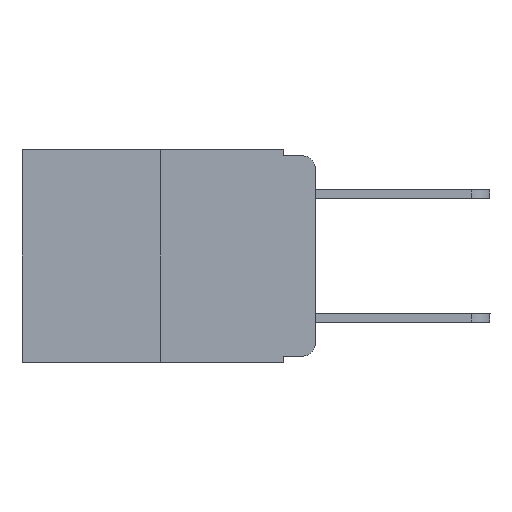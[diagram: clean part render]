
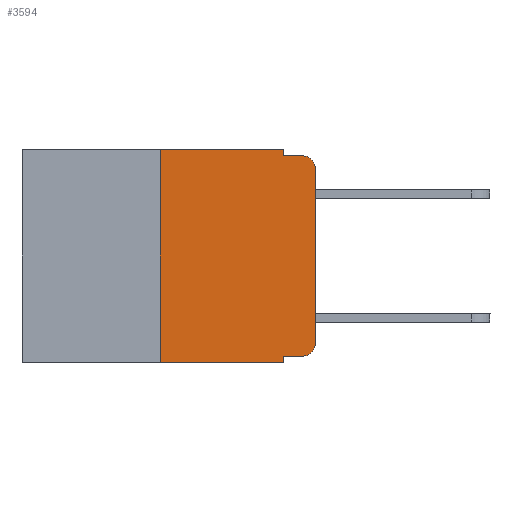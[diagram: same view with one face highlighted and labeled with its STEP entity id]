
A CAD part, left-side view. The second image highlights one B-rep face of the part: STEP entity #3594.
In plain terms, the highlighted planar face has unit normal (-1, 0, 0).
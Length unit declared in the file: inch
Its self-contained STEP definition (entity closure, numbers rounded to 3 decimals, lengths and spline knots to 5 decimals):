
#37 = DIRECTION ( 'NONE',  ( 0., -1., 0. ) ) ;
#55 = CARTESIAN_POINT ( 'NONE',  ( 0., 0.02, -0.333 ) ) ;
#225 = CARTESIAN_POINT ( 'NONE',  ( 0., 0.051, 0. ) ) ;
#260 = CARTESIAN_POINT ( 'NONE',  ( 0., 0.473, 0. ) ) ;
#760 = EDGE_CURVE ( 'NONE', #4611, #2191, #9425, .T. ) ;
#801 = VECTOR ( 'NONE', #8599, 39.37008 ) ;
#1083 = AXIS2_PLACEMENT_3D ( 'NONE', #11556, #4123, #1370 ) ;
#1370 = DIRECTION ( 'NONE',  ( 0., 0., -1. ) ) ;
#1622 = EDGE_CURVE ( 'NONE', #10616, #6955, #11880, .T. ) ;
#1689 = CARTESIAN_POINT ( 'NONE',  ( 0., 0., -0.03 ) ) ;
#1699 = VECTOR ( 'NONE', #2320, 39.37008 ) ;
#1735 = CARTESIAN_POINT ( 'NONE',  ( 0., 0.02, -0.03 ) ) ;
#2035 = DIRECTION ( 'NONE',  ( 0., -1., 0. ) ) ;
#2191 = VERTEX_POINT ( 'NONE', #55 ) ;
#2320 = DIRECTION ( 'NONE',  ( 0., 0., 1. ) ) ;
#2404 = VECTOR ( 'NONE', #9897, 39.37008 ) ;
#2703 = CARTESIAN_POINT ( 'NONE',  ( 0., 0.051, -0.333 ) ) ;
#2716 = DIRECTION ( 'NONE',  ( 0., 0., -1. ) ) ;
#2768 = ORIENTED_EDGE ( 'NONE', *, *, #10595, .F. ) ;
#2958 = VECTOR ( 'NONE', #10027, 39.37008 ) ;
#3091 = LINE ( 'NONE', #11212, #8609 ) ;
#3152 = CARTESIAN_POINT ( 'NONE',  ( 0., 0.051, -0.343 ) ) ;
#3212 = LINE ( 'NONE', #10685, #10360 ) ;
#3220 = CARTESIAN_POINT ( 'NONE',  ( 0., 0., 0. ) ) ;
#3546 = EDGE_CURVE ( 'NONE', #5975, #6955, #3091, .T. ) ;
#3594 = ADVANCED_FACE ( 'NONE', ( #3976 ), #10785, .F. ) ;
#3797 = ORIENTED_EDGE ( 'NONE', *, *, #5058, .T. ) ;
#3976 = FACE_OUTER_BOUND ( 'NONE', #8677, .T. ) ;
#4123 = DIRECTION ( 'NONE',  ( -1., 0., 0. ) ) ;
#4154 = CARTESIAN_POINT ( 'NONE',  ( 0., 0.051, -0.333 ) ) ;
#4227 = VECTOR ( 'NONE', #2035, 39.37008 ) ;
#4611 = VERTEX_POINT ( 'NONE', #4154 ) ;
#4772 = CIRCLE ( 'NONE', #1083, 0.02 ) ;
#5049 = EDGE_CURVE ( 'NONE', #2191, #6406, #4772, .T. ) ;
#5058 = EDGE_CURVE ( 'NONE', #6406, #10616, #8242, .T. ) ;
#5251 = ORIENTED_EDGE ( 'NONE', *, *, #9148, .F. ) ;
#5451 = EDGE_CURVE ( 'NONE', #7551, #5975, #6320, .T. ) ;
#5789 = DIRECTION ( 'NONE',  ( 1., 0., 0. ) ) ;
#5858 = LINE ( 'NONE', #10830, #2958 ) ;
#5975 = VERTEX_POINT ( 'NONE', #6950 ) ;
#6055 = ORIENTED_EDGE ( 'NONE', *, *, #10131, .T. ) ;
#6145 = CARTESIAN_POINT ( 'NONE',  ( 0., 0.051, 0. ) ) ;
#6227 = EDGE_CURVE ( 'NONE', #4611, #10887, #8530, .T. ) ;
#6320 = LINE ( 'NONE', #225, #801 ) ;
#6406 = VERTEX_POINT ( 'NONE', #9293 ) ;
#6752 = DIRECTION ( 'NONE',  ( 0., 0., -1. ) ) ;
#6840 = ORIENTED_EDGE ( 'NONE', *, *, #5049, .T. ) ;
#6950 = CARTESIAN_POINT ( 'NONE',  ( 0., 0.051, -0.01 ) ) ;
#6955 = VERTEX_POINT ( 'NONE', #9791 ) ;
#7323 = DIRECTION ( 'NONE',  ( -1., 0., 0. ) ) ;
#7551 = VERTEX_POINT ( 'NONE', #9092 ) ;
#7775 = ORIENTED_EDGE ( 'NONE', *, *, #3546, .F. ) ;
#7908 = DIRECTION ( 'NONE',  ( 0., -1., 0. ) ) ;
#8003 = AXIS2_PLACEMENT_3D ( 'NONE', #260, #5789, #6752 ) ;
#8242 = LINE ( 'NONE', #3220, #1699 ) ;
#8530 = LINE ( 'NONE', #6145, #2404 ) ;
#8599 = DIRECTION ( 'NONE',  ( 0., 0., -1. ) ) ;
#8609 = VECTOR ( 'NONE', #37, 39.37008 ) ;
#8622 = VERTEX_POINT ( 'NONE', #9768 ) ;
#8677 = EDGE_LOOP ( 'NONE', ( #3797, #10698, #7775, #10504, #5251, #2768, #6055, #10485, #9653, #6840 ) ) ;
#8896 = CARTESIAN_POINT ( 'NONE',  ( 0., 0.25, -0.343 ) ) ;
#9092 = CARTESIAN_POINT ( 'NONE',  ( 0., 0.051, 0. ) ) ;
#9125 = VECTOR ( 'NONE', #11084, 39.37008 ) ;
#9148 = EDGE_CURVE ( 'NONE', #8622, #7551, #3212, .T. ) ;
#9293 = CARTESIAN_POINT ( 'NONE',  ( 0., 0., -0.313 ) ) ;
#9425 = LINE ( 'NONE', #2703, #9125 ) ;
#9653 = ORIENTED_EDGE ( 'NONE', *, *, #760, .T. ) ;
#9768 = CARTESIAN_POINT ( 'NONE',  ( 0., 0.25, 0. ) ) ;
#9791 = CARTESIAN_POINT ( 'NONE',  ( 0., 0.02, -0.01 ) ) ;
#9897 = DIRECTION ( 'NONE',  ( 0., 0., -1. ) ) ;
#10027 = DIRECTION ( 'NONE',  ( 0., 0., 1. ) ) ;
#10131 = EDGE_CURVE ( 'NONE', #11793, #10887, #10482, .T. ) ;
#10360 = VECTOR ( 'NONE', #7908, 39.37008 ) ;
#10388 = CARTESIAN_POINT ( 'NONE',  ( 0., 0.473, -0.343 ) ) ;
#10482 = LINE ( 'NONE', #10388, #4227 ) ;
#10485 = ORIENTED_EDGE ( 'NONE', *, *, #6227, .F. ) ;
#10504 = ORIENTED_EDGE ( 'NONE', *, *, #5451, .F. ) ;
#10595 = EDGE_CURVE ( 'NONE', #11793, #8622, #5858, .T. ) ;
#10616 = VERTEX_POINT ( 'NONE', #1689 ) ;
#10685 = CARTESIAN_POINT ( 'NONE',  ( 0., 0.473, 0. ) ) ;
#10698 = ORIENTED_EDGE ( 'NONE', *, *, #1622, .T. ) ;
#10785 = PLANE ( 'NONE',  #8003 ) ;
#10787 = AXIS2_PLACEMENT_3D ( 'NONE', #1735, #7323, #2716 ) ;
#10830 = CARTESIAN_POINT ( 'NONE',  ( 0., 0.25, 0. ) ) ;
#10887 = VERTEX_POINT ( 'NONE', #3152 ) ;
#11084 = DIRECTION ( 'NONE',  ( 0., -1., 0. ) ) ;
#11212 = CARTESIAN_POINT ( 'NONE',  ( 0., 0.051, -0.01 ) ) ;
#11556 = CARTESIAN_POINT ( 'NONE',  ( 0., 0.02, -0.313 ) ) ;
#11793 = VERTEX_POINT ( 'NONE', #8896 ) ;
#11880 = CIRCLE ( 'NONE', #10787, 0.02 ) ;
